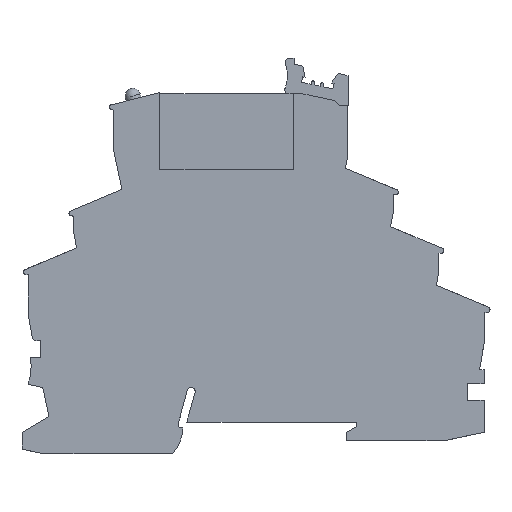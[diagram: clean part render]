
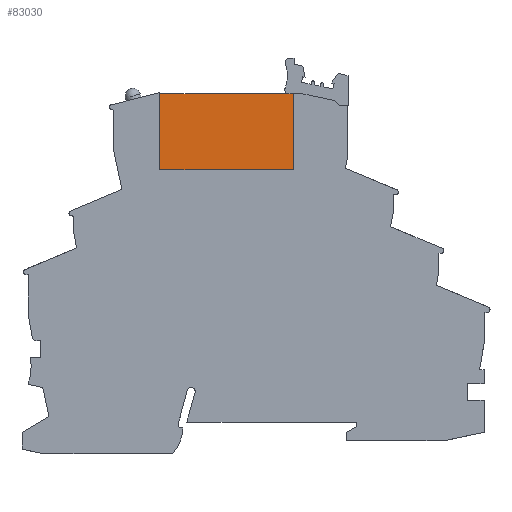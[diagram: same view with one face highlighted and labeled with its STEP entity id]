
A CAD part, top view. The second image highlights one B-rep face of the part: STEP entity #83030.
In plain terms, the highlighted face is planar.
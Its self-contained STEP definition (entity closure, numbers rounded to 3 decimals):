
#12350=CARTESIAN_POINT('',(1.153,83.763,
-0.2));
#12360=VERTEX_POINT('',#12350);
#12390=CARTESIAN_POINT('',(34.995,0.,-0.2));
#12400=DIRECTION('',(0.375,-0.927,
0.));
#12410=VECTOR('',#12400,1.);
#12420=LINE('',#12390,#12410);
#12430=CARTESIAN_POINT('',(6.735,69.948,
-0.2));
#12440=VERTEX_POINT('',#12430);
#12450=EDGE_CURVE('',#12360,#12440,#12420,.T.);
#38770=CARTESIAN_POINT('',(-17.65,60.096,
-0.2));
#38780=VERTEX_POINT('',#38770);
#38810=CARTESIAN_POINT('',(6.63,0.,-0.2));
#38820=DIRECTION('',(-0.375,0.927,
0.));
#38830=VECTOR('',#38820,1.);
#38840=LINE('',#38810,#38830);
#38850=CARTESIAN_POINT('',(-23.232,73.911,
-0.2));
#38860=VERTEX_POINT('',#38850);
#38870=EDGE_CURVE('',#38780,#38860,#38840,.T.);
#82710=CARTESIAN_POINT('',(0.,67.227,-0.2));
#82720=DIRECTION('',(-0.927,-0.375,
0.));
#82730=VECTOR('',#82720,1.);
#82740=LINE('',#82710,#82730);
#82750=EDGE_CURVE('',#12440,#38780,#82740,.T.);
#82870=CARTESIAN_POINT('',(-18.207,59.871,
-0.2));
#82880=DIRECTION('',(0.,0.,-1.));
#82890=DIRECTION('',(0.927,0.375,
0.));
#82900=AXIS2_PLACEMENT_3D('',#82870,#82880,#82890);
#82910=PLANE('',#82900);
#82920=CARTESIAN_POINT('',(-23.788,73.686,
-0.2));
#82930=DIRECTION('',(0.927,0.375,
0.));
#82940=VECTOR('',#82930,1.);
#82950=LINE('',#82920,#82940);
#82960=EDGE_CURVE('',#38860,#12360,#82950,.T.);
#82970=ORIENTED_EDGE('',*,*,#82960,.T.);
#82980=ORIENTED_EDGE('',*,*,#38870,.T.);
#82990=ORIENTED_EDGE('',*,*,#82750,.T.);
#83000=ORIENTED_EDGE('',*,*,#12450,.T.);
#83010=EDGE_LOOP('',(#83000,#82990,#82980,#82970));
#83020=FACE_OUTER_BOUND('',#83010,.T.);
#83030=ADVANCED_FACE('',(#83020),#82910,.T.);
